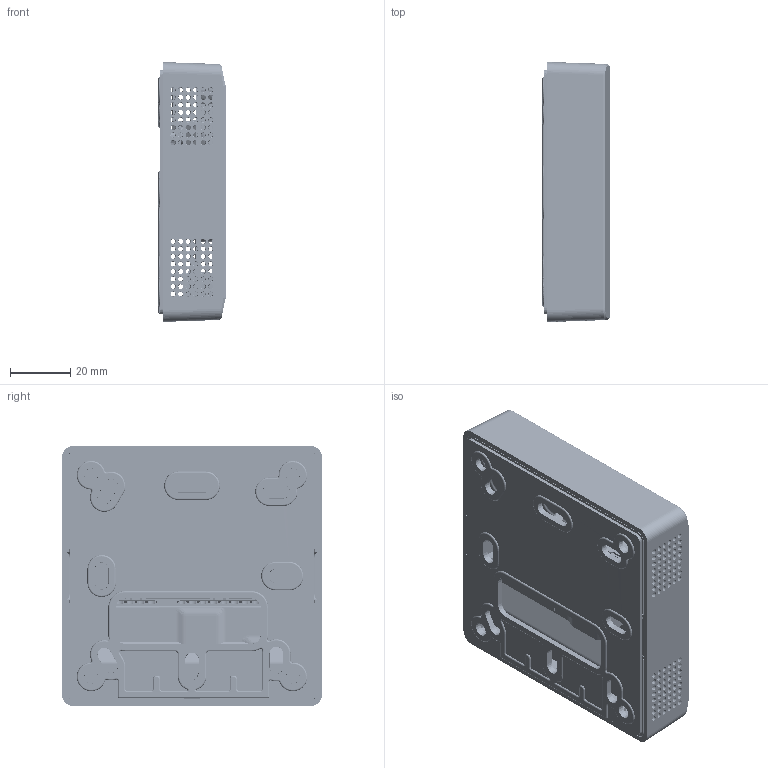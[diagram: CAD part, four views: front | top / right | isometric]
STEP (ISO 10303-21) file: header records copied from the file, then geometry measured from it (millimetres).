
FILE_DESCRIPTION((''),'2;1');
FILE_NAME('RS1-102_ASM','2019-10-21T',('eng-jimfan'),(''),'PRO/ENGINEER BY PARAMETRIC TECHNOLOGY CORPORATION, 2013320','PRO/ENGINEER BY PARAMETRIC TECHNOLOGY CORPORATION, 2013320','');
FILE_SCHEMA(('CONFIG_CONTROL_DESIGN'));
Products named in the file (32): RS1-A; RS1-B; RS1-PIN-PCBA; 2091-1108; 2091-1104; PRT0044; PIN-4; PIN-8; GBE212-A_6; MANIFOLD_SOLID_BREP_6736; MANIFOLD_SOLID_BREP_8075; MANIFOLD_SOLID_BREP_9414; GTE106-01_5_ASM; GPEC241-QA01_ASM_5_ASM; MALE_H5_70MM_2X7PIN_3D-GPEA241-_ASM; RS1-PIN-PCBA_ASM; M2; RS1-PIN-PCB; EE894_V03; 1X4P-L11; M10; GFE022-HE_4; GRE302-02_14; CSEC202-C001_ASM_4_ASM; FEMALE_SMT_2X7PIN-CSEC202-0702A_ASM; H-2_2; T-2_3; H4-6_ASM_3_ASM; FEMALE_H4-6_ASM_1__ASM; RS1-PIN-PCB_ASM; RS1-ZJ; RS1-102_ASM
Assembly tree (71 placements, depth 6):
  RS1-102_ASM
    RS1-A
    RS1-B
    RS1-PIN-PCBA_ASM
      RS1-PIN-PCBA
      2091-1108
      2091-1104
      PRT0044
      PIN-4
      PIN-8
      MALE_H5_70MM_2X7PIN_3D-GPEA241-_ASM
        GPEC241-QA01_ASM_5_ASM
          GBE212-A_6
          GTE106-01_5_ASM  x7
            MANIFOLD_SOLID_BREP_6736
            MANIFOLD_SOLID_BREP_8075
            MANIFOLD_SOLID_BREP_9414
    M2  x6
    RS1-PIN-PCB_ASM
      RS1-PIN-PCB
      EE894_V03
      1X4P-L11  x3
      M10  x2
      FEMALE_SMT_2X7PIN-CSEC202-0702A_ASM
        CSEC202-C001_ASM_4_ASM
          GFE022-HE_4
          GRE302-02_14  x14
      FEMALE_H4-6_ASM_1__ASM
        H4-6_ASM_3_ASM
          H-2_2
          T-2_3  x14
    RS1-ZJ
Bounding box: 22.3 x 86.35 x 86.35 mm (x, y, z)
Volume: 60881.3 mm3; surface area: 82460.6 mm2
Topology: 73 solids, 73 shells, 8063 faces, 21896 edges, 14073 vertices
Faces by surface type: plane 4550, cylinder 2108, bspline 700, cone 562, torus 103, sphere 38, extrusion 2
Entity records: 212189 total; most frequent: CARTESIAN_POINT 94538, ORIENTED_EDGE 25930, DIRECTION 21728, EDGE_CURVE 12965, VECTOR 8318, LINE 8316, VERTEX_POINT 8229, AXIS2_PLACEMENT_3D 6705
